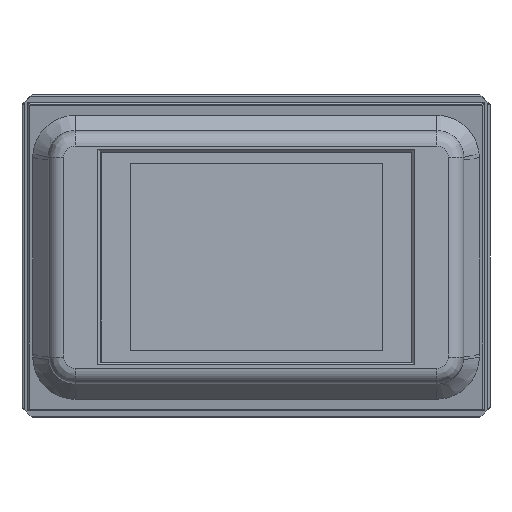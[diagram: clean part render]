
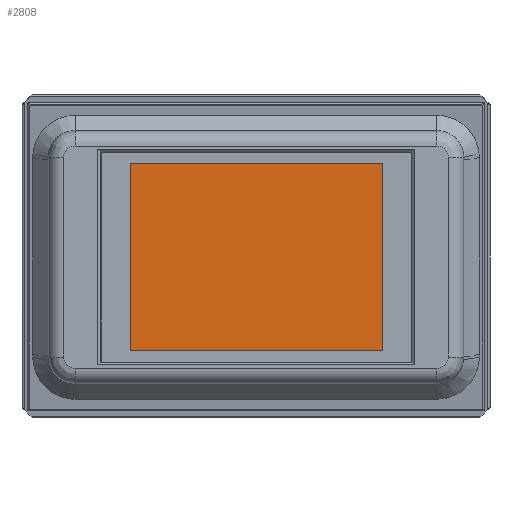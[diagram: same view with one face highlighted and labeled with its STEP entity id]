
A CAD part, top view. The second image highlights one B-rep face of the part: STEP entity #2808.
In plain terms, the highlighted face is planar.
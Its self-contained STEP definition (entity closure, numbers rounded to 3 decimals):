
#180=PLANE('',#3022);
#312=FACE_OUTER_BOUND('',#501,.T.);
#501=EDGE_LOOP('',(#2055,#2056,#2057,#2058));
#698=LINE('',#4069,#948);
#701=LINE('',#4074,#951);
#703=LINE('',#4078,#953);
#704=LINE('',#4080,#954);
#948=VECTOR('',#3353,1000.);
#951=VECTOR('',#3358,1000.);
#953=VECTOR('',#3362,1000.);
#954=VECTOR('',#3365,1000.);
#1287=VERTEX_POINT('',#4066);
#1288=VERTEX_POINT('',#4068);
#1289=VERTEX_POINT('',#4072);
#1290=VERTEX_POINT('',#4076);
#1566=EDGE_CURVE('',#1288,#1287,#698,.T.);
#1569=EDGE_CURVE('',#1287,#1289,#701,.T.);
#1571=EDGE_CURVE('',#1289,#1290,#703,.T.);
#1572=EDGE_CURVE('',#1290,#1288,#704,.T.);
#2055=ORIENTED_EDGE('',*,*,#1566,.T.);
#2056=ORIENTED_EDGE('',*,*,#1569,.T.);
#2057=ORIENTED_EDGE('',*,*,#1571,.T.);
#2058=ORIENTED_EDGE('',*,*,#1572,.T.);
#2808=ADVANCED_FACE('',(#312),#180,.F.);
#3022=AXIS2_PLACEMENT_3D('',#4081,#3366,#3367);
#3353=DIRECTION('',(0.,0.,-1.));
#3358=DIRECTION('',(-1.,0.,0.));
#3362=DIRECTION('',(0.,0.,1.));
#3365=DIRECTION('',(1.,0.,0.));
#3366=DIRECTION('center_axis',(0.,-1.,0.));
#3367=DIRECTION('ref_axis',(0.,0.,-1.));
#4066=CARTESIAN_POINT('',(24.48,5.8,-18.16));
#4068=CARTESIAN_POINT('',(24.48,5.8,18.16));
#4069=CARTESIAN_POINT('',(24.48,5.8,18.16));
#4072=CARTESIAN_POINT('',(-24.48,5.8,-18.16));
#4074=CARTESIAN_POINT('',(-24.48,5.8,-18.16));
#4076=CARTESIAN_POINT('',(-24.48,5.8,18.16));
#4078=CARTESIAN_POINT('',(-24.48,5.8,18.16));
#4080=CARTESIAN_POINT('',(-24.48,5.8,18.16));
#4081=CARTESIAN_POINT('Origin',(0.,5.8,0.));
